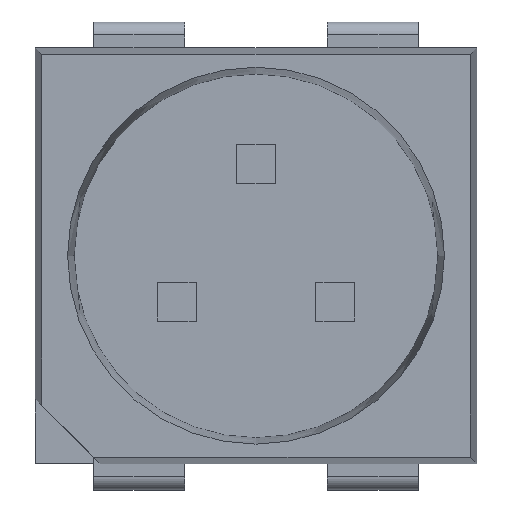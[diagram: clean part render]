
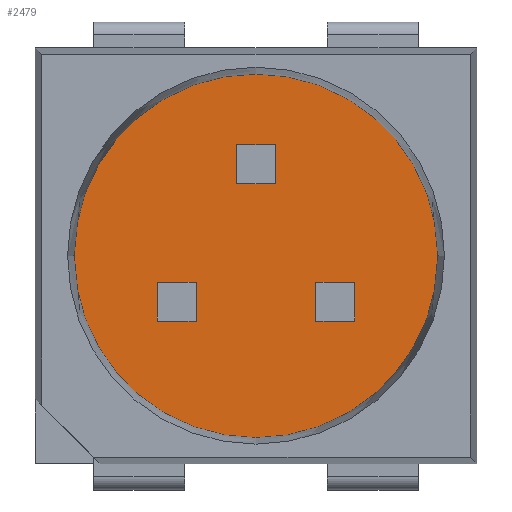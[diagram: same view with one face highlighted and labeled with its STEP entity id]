
A CAD part, top view. The second image highlights one B-rep face of the part: STEP entity #2479.
In plain terms, the highlighted planar face has unit normal (0, 0, 1).
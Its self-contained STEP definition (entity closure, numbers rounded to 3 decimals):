
#1 = ORIENTED_EDGE ( 'NONE', *, *, #3578, .T. ) ;
#14 = CARTESIAN_POINT ( 'NONE',  ( 2.16, 1.398, 1. ) ) ;
#155 = VERTEX_POINT ( 'NONE', #1367 ) ;
#165 = CARTESIAN_POINT ( 'NONE',  ( 3.1, 1.6, 1. ) ) ;
#166 = VECTOR ( 'NONE', #1340, 1000. ) ;
#177 = EDGE_CURVE ( 'NONE', #922, #1569, #2488, .T. ) ;
#304 = EDGE_CURVE ( 'NONE', #1263, #1695, #831, .T. ) ;
#322 = VECTOR ( 'NONE', #1185, 1000. ) ;
#382 = ORIENTED_EDGE ( 'NONE', *, *, #1923, .T. ) ;
#384 = DIRECTION ( 'NONE',  ( 0., 1., 0. ) ) ;
#470 = ORIENTED_EDGE ( 'NONE', *, *, #177, .T. ) ;
#496 = CARTESIAN_POINT ( 'NONE',  ( 1.85, 2.155, 1. ) ) ;
#521 = DIRECTION ( 'NONE',  ( 0., 0., 1. ) ) ;
#550 = CARTESIAN_POINT ( 'NONE',  ( 0.94, 1.398, 1. ) ) ;
#586 = AXIS2_PLACEMENT_3D ( 'NONE', #1831, #521, #2698 ) ;
#630 = FACE_BOUND ( 'NONE', #3263, .T. ) ;
#678 = AXIS2_PLACEMENT_3D ( 'NONE', #2426, #773, #2730 ) ;
#707 = LINE ( 'NONE', #3319, #2096 ) ;
#717 = CARTESIAN_POINT ( 'NONE',  ( 2.46, 1.398, 1. ) ) ;
#738 = DIRECTION ( 'NONE',  ( 0., -1., 0. ) ) ;
#745 = EDGE_CURVE ( 'NONE', #1736, #3440, #856, .T. ) ;
#773 = DIRECTION ( 'NONE',  ( 0., 0., 1. ) ) ;
#792 = EDGE_CURVE ( 'NONE', #1576, #1313, #1791, .T. ) ;
#812 = DIRECTION ( 'NONE',  ( 0., 1., 0. ) ) ;
#831 = LINE ( 'NONE', #1348, #1181 ) ;
#856 = LINE ( 'NONE', #3057, #166 ) ;
#859 = PLANE ( 'NONE',  #2969 ) ;
#893 = FACE_BOUND ( 'NONE', #3579, .T. ) ;
#918 = EDGE_CURVE ( 'NONE', #2673, #2100, #2295, .T. ) ;
#922 = VERTEX_POINT ( 'NONE', #1985 ) ;
#936 = VECTOR ( 'NONE', #1843, 1000. ) ;
#938 = CARTESIAN_POINT ( 'NONE',  ( 0.94, 1.6, 1. ) ) ;
#956 = EDGE_CURVE ( 'NONE', #1962, #1576, #1743, .T. ) ;
#969 = EDGE_LOOP ( 'NONE', ( #2501, #2669, #2003, #2097 ) ) ;
#1039 = EDGE_CURVE ( 'NONE', #1862, #922, #2920, .T. ) ;
#1074 = DIRECTION ( 'NONE',  ( 0., 1., 0. ) ) ;
#1083 = DIRECTION ( 'NONE',  ( 0., -1., 0. ) ) ;
#1122 = EDGE_CURVE ( 'NONE', #1313, #155, #2839, .T. ) ;
#1151 = DIRECTION ( 'NONE',  ( 0., 0., 1. ) ) ;
#1181 = VECTOR ( 'NONE', #1335, 1000. ) ;
#1185 = DIRECTION ( 'NONE',  ( 0., -1., 0. ) ) ;
#1192 = CARTESIAN_POINT ( 'NONE',  ( 1.55, 2.155, 1. ) ) ;
#1195 = CARTESIAN_POINT ( 'NONE',  ( 1.85, 1.6, 1. ) ) ;
#1206 = LINE ( 'NONE', #1568, #936 ) ;
#1263 = VERTEX_POINT ( 'NONE', #2597 ) ;
#1313 = VERTEX_POINT ( 'NONE', #2875 ) ;
#1335 = DIRECTION ( 'NONE',  ( 1., 0., 0. ) ) ;
#1340 = DIRECTION ( 'NONE',  ( -1., 0., 0. ) ) ;
#1348 = CARTESIAN_POINT ( 'NONE',  ( 1.7, 2.455, 1. ) ) ;
#1367 = CARTESIAN_POINT ( 'NONE',  ( 1.24, 1.098, 1. ) ) ;
#1393 = VECTOR ( 'NONE', #2851, 1000. ) ;
#1473 = VERTEX_POINT ( 'NONE', #717 ) ;
#1534 = ORIENTED_EDGE ( 'NONE', *, *, #1039, .T. ) ;
#1568 = CARTESIAN_POINT ( 'NONE',  ( 1.7, 1.398, 1. ) ) ;
#1569 = VERTEX_POINT ( 'NONE', #14 ) ;
#1576 = VERTEX_POINT ( 'NONE', #550 ) ;
#1599 = EDGE_CURVE ( 'NONE', #1569, #1473, #1206, .T. ) ;
#1695 = VERTEX_POINT ( 'NONE', #1808 ) ;
#1736 = VERTEX_POINT ( 'NONE', #496 ) ;
#1743 = LINE ( 'NONE', #938, #1928 ) ;
#1746 = CARTESIAN_POINT ( 'NONE',  ( 2.46, 1.098, 1. ) ) ;
#1764 = LINE ( 'NONE', #1195, #322 ) ;
#1791 = LINE ( 'NONE', #3332, #3458 ) ;
#1800 = CARTESIAN_POINT ( 'NONE',  ( 0.3, 1.6, 1. ) ) ;
#1808 = CARTESIAN_POINT ( 'NONE',  ( 1.85, 2.455, 1. ) ) ;
#1831 = CARTESIAN_POINT ( 'NONE',  ( 1.7, 1.6, 1. ) ) ;
#1843 = DIRECTION ( 'NONE',  ( 1., 0., 0. ) ) ;
#1862 = VERTEX_POINT ( 'NONE', #1746 ) ;
#1864 = VECTOR ( 'NONE', #738, 1000. ) ;
#1884 = VECTOR ( 'NONE', #1083, 1000. ) ;
#1923 = EDGE_CURVE ( 'NONE', #2100, #2673, #2692, .T. ) ;
#1928 = VECTOR ( 'NONE', #1074, 1000. ) ;
#1962 = VERTEX_POINT ( 'NONE', #2449 ) ;
#1985 = CARTESIAN_POINT ( 'NONE',  ( 2.16, 1.098, 1. ) ) ;
#2003 = ORIENTED_EDGE ( 'NONE', *, *, #792, .T. ) ;
#2096 = VECTOR ( 'NONE', #3587, 1000. ) ;
#2097 = ORIENTED_EDGE ( 'NONE', *, *, #1122, .T. ) ;
#2100 = VERTEX_POINT ( 'NONE', #1800 ) ;
#2173 = VECTOR ( 'NONE', #812, 1000. ) ;
#2189 = ORIENTED_EDGE ( 'NONE', *, *, #745, .T. ) ;
#2295 = CIRCLE ( 'NONE', #678, 1.4 ) ;
#2426 = CARTESIAN_POINT ( 'NONE',  ( 1.7, 1.6, 1. ) ) ;
#2449 = CARTESIAN_POINT ( 'NONE',  ( 0.94, 1.098, 1. ) ) ;
#2474 = CARTESIAN_POINT ( 'NONE',  ( 2.16, 1.6, 1. ) ) ;
#2479 = ADVANCED_FACE ( 'NONE', ( #630, #893, #3239, #3016 ), #859, .T. ) ;
#2488 = LINE ( 'NONE', #2474, #2173 ) ;
#2501 = ORIENTED_EDGE ( 'NONE', *, *, #3273, .T. ) ;
#2527 = LINE ( 'NONE', #3180, #3392 ) ;
#2549 = CARTESIAN_POINT ( 'NONE',  ( 1.7, 1.098, 1. ) ) ;
#2577 = EDGE_LOOP ( 'NONE', ( #2587, #382 ) ) ;
#2587 = ORIENTED_EDGE ( 'NONE', *, *, #918, .T. ) ;
#2597 = CARTESIAN_POINT ( 'NONE',  ( 1.55, 2.455, 1. ) ) ;
#2625 = LINE ( 'NONE', #2705, #1864 ) ;
#2669 = ORIENTED_EDGE ( 'NONE', *, *, #956, .T. ) ;
#2673 = VERTEX_POINT ( 'NONE', #165 ) ;
#2679 = ORIENTED_EDGE ( 'NONE', *, *, #3139, .T. ) ;
#2684 = ORIENTED_EDGE ( 'NONE', *, *, #1599, .T. ) ;
#2692 = CIRCLE ( 'NONE', #586, 1.4 ) ;
#2698 = DIRECTION ( 'NONE',  ( 1., 0., 0. ) ) ;
#2705 = CARTESIAN_POINT ( 'NONE',  ( 2.46, 1.6, 1. ) ) ;
#2730 = DIRECTION ( 'NONE',  ( 1., 0., 0. ) ) ;
#2839 = LINE ( 'NONE', #3353, #1884 ) ;
#2842 = CARTESIAN_POINT ( 'NONE',  ( 1.7, 1.6, 1. ) ) ;
#2851 = DIRECTION ( 'NONE',  ( -1., 0., 0. ) ) ;
#2875 = CARTESIAN_POINT ( 'NONE',  ( 1.24, 1.398, 1. ) ) ;
#2920 = LINE ( 'NONE', #2549, #1393 ) ;
#2969 = AXIS2_PLACEMENT_3D ( 'NONE', #2842, #1151, #3138 ) ;
#3016 = FACE_BOUND ( 'NONE', #969, .T. ) ;
#3057 = CARTESIAN_POINT ( 'NONE',  ( 1.7, 2.155, 1. ) ) ;
#3138 = DIRECTION ( 'NONE',  ( 1., 0., 0. ) ) ;
#3139 = EDGE_CURVE ( 'NONE', #1695, #1736, #1764, .T. ) ;
#3142 = EDGE_CURVE ( 'NONE', #3440, #1263, #2527, .T. ) ;
#3180 = CARTESIAN_POINT ( 'NONE',  ( 1.55, 1.6, 1. ) ) ;
#3239 = FACE_OUTER_BOUND ( 'NONE', #2577, .T. ) ;
#3263 = EDGE_LOOP ( 'NONE', ( #1534, #470, #2684, #1 ) ) ;
#3273 = EDGE_CURVE ( 'NONE', #155, #1962, #707, .T. ) ;
#3319 = CARTESIAN_POINT ( 'NONE',  ( 1.7, 1.098, 1. ) ) ;
#3332 = CARTESIAN_POINT ( 'NONE',  ( 1.7, 1.398, 1. ) ) ;
#3353 = CARTESIAN_POINT ( 'NONE',  ( 1.24, 1.6, 1. ) ) ;
#3392 = VECTOR ( 'NONE', #384, 1000. ) ;
#3440 = VERTEX_POINT ( 'NONE', #1192 ) ;
#3449 = ORIENTED_EDGE ( 'NONE', *, *, #304, .T. ) ;
#3458 = VECTOR ( 'NONE', #3548, 1000. ) ;
#3535 = ORIENTED_EDGE ( 'NONE', *, *, #3142, .T. ) ;
#3548 = DIRECTION ( 'NONE',  ( 1., 0., 0. ) ) ;
#3578 = EDGE_CURVE ( 'NONE', #1473, #1862, #2625, .T. ) ;
#3579 = EDGE_LOOP ( 'NONE', ( #2189, #3535, #3449, #2679 ) ) ;
#3587 = DIRECTION ( 'NONE',  ( -1., 0., 0. ) ) ;
